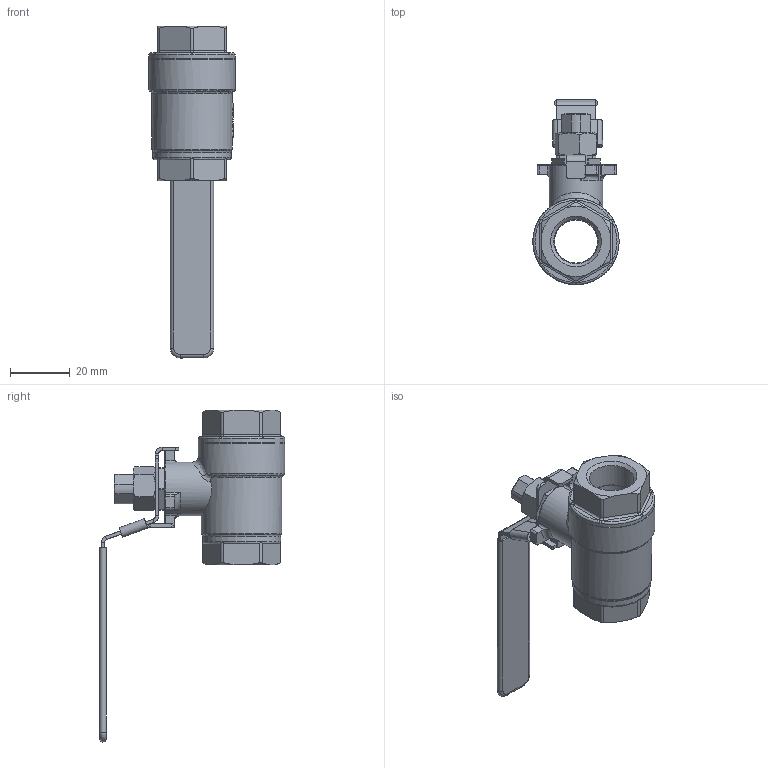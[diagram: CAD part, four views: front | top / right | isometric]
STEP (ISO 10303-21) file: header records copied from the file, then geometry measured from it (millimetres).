
FILE_DESCRIPTION(/* description */ (''),/* implementation_level */ '2;1');
FILE_NAME(/* name */ 'DN15_3D_STEP.stp',/* time_stamp */ '2025-08-08T00:20:00+03:00',/* author */ ('igorr'),/* organization */ (''),/* preprocessor_version */ 'ST-DEVELOPER v20',/* originating_system */ 'Autodesk Inventor 2025',/* authorisation */ '');
FILE_SCHEMA (('AUTOMOTIVE_DESIGN { 1 0 10303 214 3 1 1 }'));
Length unit declared in the file: millimetre
Products named in the file (5): Сборка; Деталь1; Деталь2; Деталь3; ANSI B18.2.4.2M - M8x1,25
Assembly tree (4 placements, depth 2):
  Сборка
    Деталь1
    Деталь2
    Деталь3
    ANSI B18.2.4.2M - M8x1,25
Bounding box: 29 x 62.31 x 111.5 mm (x, y, z)
Volume: 29214.4 mm3; surface area: 15430.2 mm2
Topology: 4 solids, 4 shells, 526 faces, 1357 edges, 865 vertices
Faces by surface type: plane 249, cylinder 114, bspline 83, torus 52, cone 28
Full cylindrical faces by diameter (mm): 3.355 x1, 4.474 x1, 5 x1, 6.647 x1, 14.5 x1, 15 x2, 17 x1, 18 x1, 26.249 x1, 27 x1, 29 x2
Entity records: 18327 total; most frequent: CARTESIAN_POINT 5355, ORIENTED_EDGE 2714, DIRECTION 2338, EDGE_CURVE 1357, VERTEX_POINT 865, AXIS2_PLACEMENT_3D 811, LINE 716, VECTOR 716
